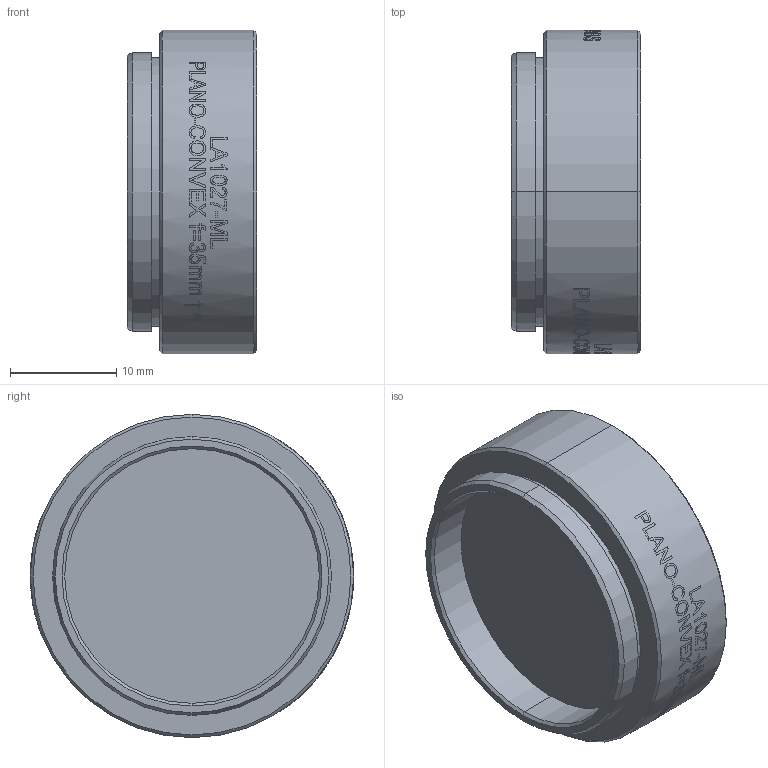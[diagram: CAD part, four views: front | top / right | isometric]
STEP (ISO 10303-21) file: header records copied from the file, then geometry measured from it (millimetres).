
FILE_DESCRIPTION (( 'STEP AP203' ), '1' );
FILE_NAME ('TTN039471-E0W.STEP', '2015-11-13T20:45:38', ( 'admin' ), ( '' ), 'SwSTEP 2.0', 'SolidWorks 2014', '' );
FILE_SCHEMA (( 'CONFIG_CONTROL_DESIGN' ));
Length unit declared in the file: inch
Products named in the file (1): TTN039471-E0W
Bounding box: 12.19 x 30.48 x 30.48 mm (x, y, z)
Volume: 4635.8 mm3; surface area: 4534.1 mm2
Topology: 3 solids, 3 shells, 113 faces, 573 edges, 520 vertices
Faces by surface type: cylinder 69, cone 22, plane 20, sphere 2
Entity records: 9255 total; most frequent: CARTESIAN_POINT 4610, ORIENTED_EDGE 1146, DIRECTION 738, EDGE_CURVE 573, VERTEX_POINT 520, AXIS2_PLACEMENT_3D 298, B_SPLINE_CURVE_WITH_KNOTS 247, CIRCLE 184
